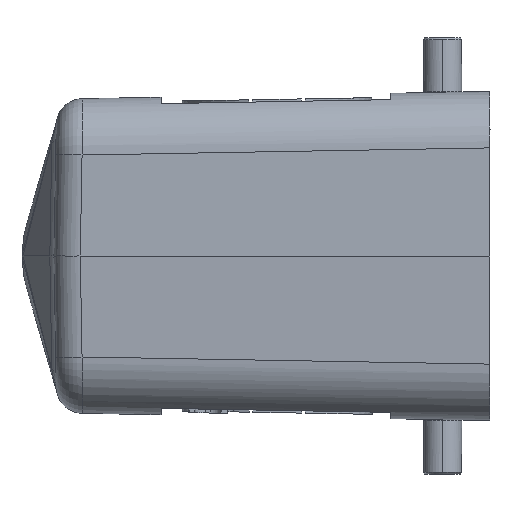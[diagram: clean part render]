
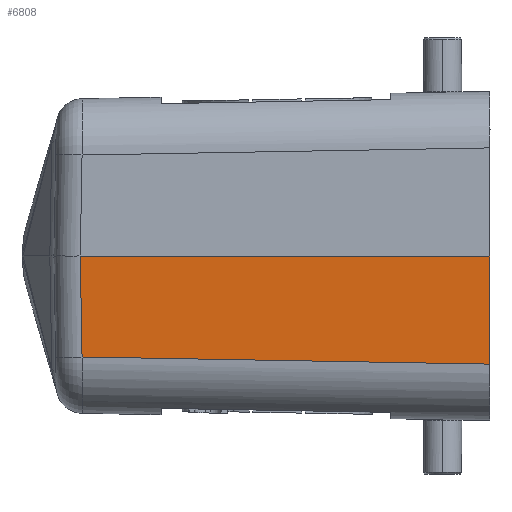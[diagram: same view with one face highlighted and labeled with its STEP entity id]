
A CAD part, left-side view. The second image highlights one B-rep face of the part: STEP entity #6808.
In plain terms, the highlighted planar face has unit normal (-1, 0.018, -0.017).
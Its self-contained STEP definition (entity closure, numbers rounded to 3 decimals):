
#13=DIRECTION('',(-0.017,0.,1.));
#14=VECTOR('',#13,14.134);
#15=CARTESIAN_POINT('',(-36.053,70.,-14.132));
#16=LINE('',#15,#14);
#624=DIRECTION('',(-0.017,0.017,1.));
#625=VECTOR('',#624,13.205);
#626=CARTESIAN_POINT('',(-35.139,123.331,-13.201));
#627=LINE('',#626,#625);
#628=DIRECTION('',(0.017,1.,0.017));
#629=VECTOR('',#628,53.347);
#630=CARTESIAN_POINT('',(-36.053,70.,-14.132));
#631=LINE('',#630,#629);
#640=DIRECTION('',(0.017,1.,0.));
#641=VECTOR('',#640,53.57);
#642=CARTESIAN_POINT('',(-36.3,70.,
0.));
#643=LINE('',#642,#641);
#656=CARTESIAN_POINT('',(-36.053,70.,-14.132));
#5047=VERTEX_POINT('',#656);
#5048=CARTESIAN_POINT('',(-36.3,70.,
0.));
#5049=VERTEX_POINT('',#5048);
#5213=CARTESIAN_POINT('',(-35.139,123.331,
-13.201));
#5214=VERTEX_POINT('',#5213);
#5215=CARTESIAN_POINT('',(-35.365,123.562,
0.));
#5216=VERTEX_POINT('',#5215);
#6795=CARTESIAN_POINT('',(-36.321,70.,1.222));
#6796=DIRECTION('',(-1.,0.017,-0.017));
#6797=DIRECTION('',(-0.017,0.,1.));
#6798=AXIS2_PLACEMENT_3D('',#6795,#6796,#6797);
#6799=PLANE('',#6798);
#6800=ORIENTED_EDGE('',*,*,#6786,.T.);
#6802=ORIENTED_EDGE('',*,*,#6801,.F.);
#6803=ORIENTED_EDGE('',*,*,#6180,.F.);
#6805=ORIENTED_EDGE('',*,*,#6804,.T.);
#6806=EDGE_LOOP('',(#6800,#6802,#6803,#6805));
#6807=FACE_OUTER_BOUND('',#6806,.F.);
#6808=ADVANCED_FACE('',(#6807),#6799,.T.);
#6180=EDGE_CURVE('',#5047,#5049,#16,.T.);
#6786=EDGE_CURVE('',#5214,#5216,#627,.T.);
#6801=EDGE_CURVE('',#5049,#5216,#643,.T.);
#6804=EDGE_CURVE('',#5047,#5214,#631,.T.);
